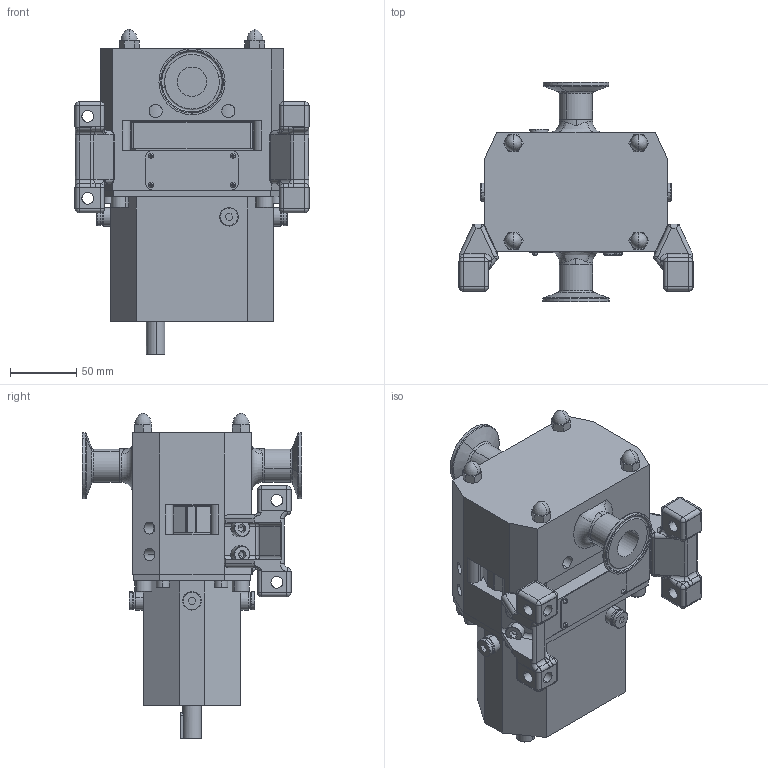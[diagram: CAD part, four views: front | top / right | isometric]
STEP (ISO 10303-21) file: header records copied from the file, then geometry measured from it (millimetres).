
FILE_DESCRIPTION (( 'STEP AP214' ), '1' );
FILE_NAME ('SLAL-TC-LEFT.STEP', '2022-05-13T12:56:50', ( '' ), ( '' ), 'SwSTEP 2.0', 'SolidWorks 2021', '' );
FILE_SCHEMA (( 'AUTOMOTIVE_DESIGN' ));
Length unit declared in the file: millimetre
Products named in the file (3): Copy of SLAL-0059 V LHD^GA3701; Copy of Z94-5121-11 - 1 INCH^GA3701; SLAL-TC-LEFT
Assembly tree (3 placements, depth 2):
  SLAL-TC-LEFT
    Copy of SLAL-0059 V LHD^GA3701
    Copy of Z94-5121-11 - 1 INCH^GA3701  x2
Bounding box: 177.6 x 166 x 246.47 mm (x, y, z)
Volume: 2178580 mm3; surface area: 185818.4 mm2
Topology: 3 solids, 3 shells, 959 faces, 2371 edges, 1397 vertices
Faces by surface type: plane 428, cylinder 268, cone 97, torus 78, bspline 56, sphere 32
Entity records: 99249 total; most frequent: CARTESIAN_POINT 77362, ORIENTED_EDGE 4494, DIRECTION 4466, EDGE_CURVE 2247, AXIS2_PLACEMENT_3D 1649, VERTEX_POINT 1363, VECTOR 1168, LINE 1168
